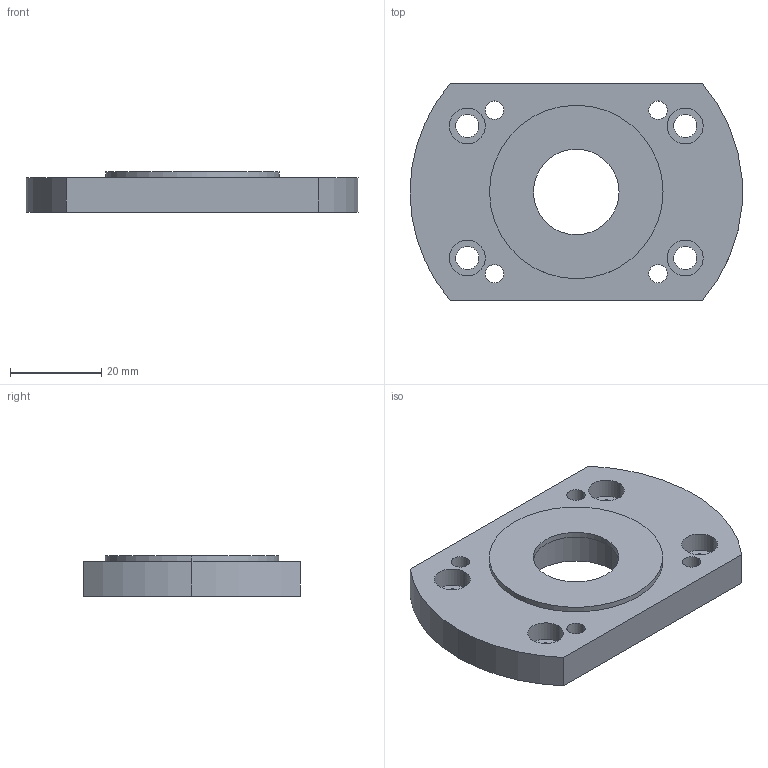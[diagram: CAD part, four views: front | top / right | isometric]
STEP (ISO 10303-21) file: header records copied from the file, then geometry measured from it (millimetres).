
FILE_DESCRIPTION (( 'STEP AP214' ), '1' );
FILE_NAME ('am- 3985 front plate.step', '2019-01-17T14:13:38', ( '' ), ( '' ), 'SwSTEP 2.0', 'SolidWorks 2017', '' );
FILE_SCHEMA (( 'AUTOMOTIVE_DESIGN' ));
Length unit declared in the file: inch
Products named in the file (1): am- 3985 front plate
Bounding box: 72.91 x 47.62 x 8.89 mm (x, y, z)
Volume: 17944.5 mm3; surface area: 9894.9 mm2
Topology: 1 solids, 1 shells, 57 faces, 139 edges, 90 vertices
Faces by surface type: cylinder 41, plane 12, cone 4
Entity records: 2510 total; most frequent: DIRECTION 335, CARTESIAN_POINT 283, ORIENTED_EDGE 270, AXIS2_PLACEMENT_3D 142, EDGE_CURVE 135, VERTEX_POINT 90, EDGE_LOOP 85, CIRCLE 84
